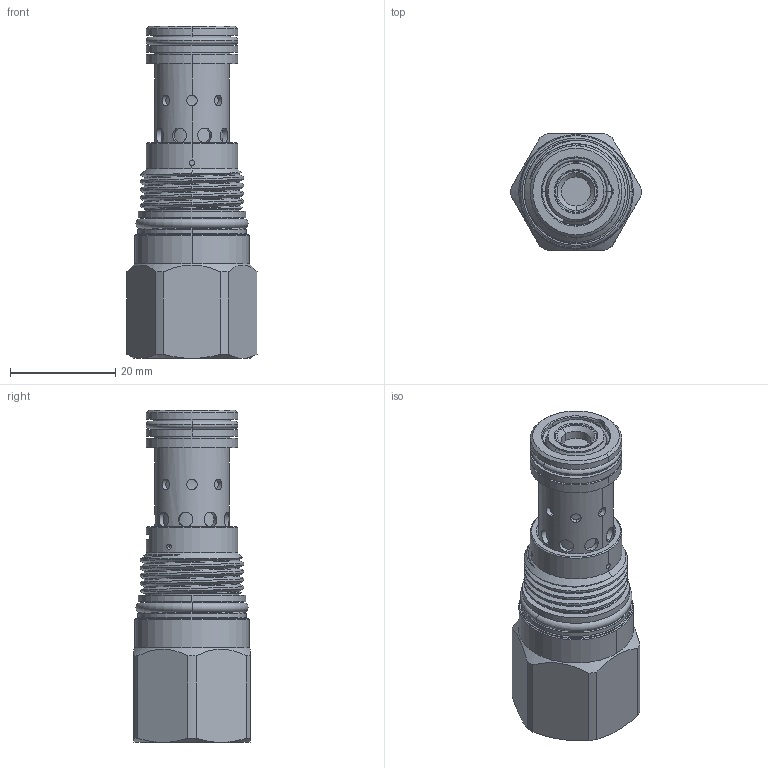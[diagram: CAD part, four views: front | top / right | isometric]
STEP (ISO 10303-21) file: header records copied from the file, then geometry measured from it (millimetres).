
FILE_DESCRIPTION (( 'STEP AP203' ), '1' );
FILE_NAME ('RC10A2G-8.STEP', '2016-07-29T07:45:05', ( '' ), ( '' ), 'SwSTEP 2.0', 'SolidWorks 2012', '' );
FILE_SCHEMA (( 'CONFIG_CONTROL_DESIGN' ));
Length unit declared in the file: millimetre
Products named in the file (1): RC10A2G-8
Bounding box: 24.79 x 22.22 x 63.22 mm (x, y, z)
Volume: 15456.6 mm3; surface area: 7740.8 mm2
Topology: 3 solids, 3 shells, 261 faces, 593 edges, 372 vertices
Faces by surface type: cylinder 148, cone 45, plane 34, torus 23, bspline 9, sphere 2
Entity records: 11989 total; most frequent: CARTESIAN_POINT 6280, ORIENTED_EDGE 1186, DIRECTION 1144, EDGE_CURVE 593, AXIS2_PLACEMENT_3D 480, VERTEX_POINT 372, EDGE_LOOP 299, FACE_OUTER_BOUND 261
